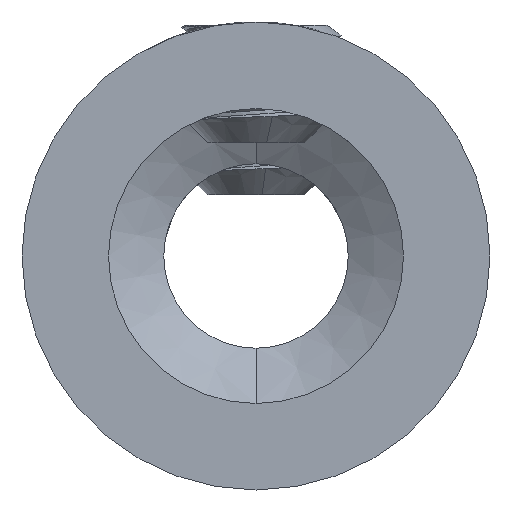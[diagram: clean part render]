
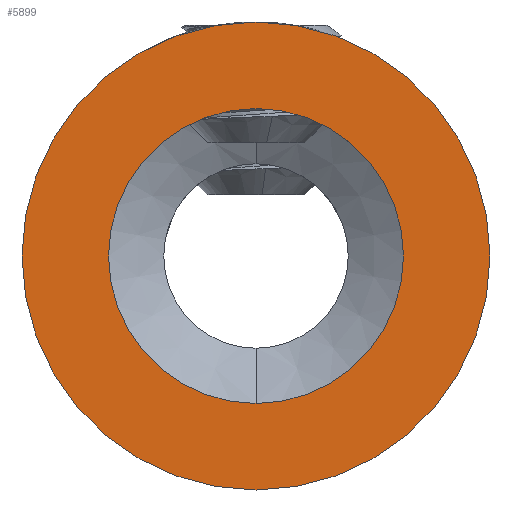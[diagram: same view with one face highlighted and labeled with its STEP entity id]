
A CAD part, front view. The second image highlights one B-rep face of the part: STEP entity #5899.
In plain terms, the highlighted planar face has unit normal (0, -1, 0).
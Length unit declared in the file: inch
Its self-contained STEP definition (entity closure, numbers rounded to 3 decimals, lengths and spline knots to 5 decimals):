
#142 = AXIS2_PLACEMENT_3D ( 'NONE', #444, #9366, #11396 ) ;
#402 = ORIENTED_EDGE ( 'NONE', *, *, #5212, .F. ) ;
#444 = CARTESIAN_POINT ( 'NONE',  ( 0., 0., 0. ) ) ;
#459 = CARTESIAN_POINT ( 'NONE',  ( 0., 0., 0.15748 ) ) ;
#720 = CARTESIAN_POINT ( 'NONE',  ( 0., 0., 0. ) ) ;
#1445 = CARTESIAN_POINT ( 'NONE',  ( 0., 0., 0.24985 ) ) ;
#1521 = VERTEX_POINT ( 'NONE', #1445 ) ;
#2015 = EDGE_CURVE ( 'NONE', #2907, #8981, #9107, .T. ) ;
#2219 = AXIS2_PLACEMENT_3D ( 'NONE', #2222, #9035, #3090 ) ;
#2222 = CARTESIAN_POINT ( 'NONE',  ( 0., 0., 0. ) ) ;
#2736 = CIRCLE ( 'NONE', #2219, 0.15748 ) ;
#2907 = VERTEX_POINT ( 'NONE', #3092 ) ;
#3090 = DIRECTION ( 'NONE',  ( 0., 0., -1. ) ) ;
#3092 = CARTESIAN_POINT ( 'NONE',  ( 0., 0., -0.15748 ) ) ;
#3277 = DIRECTION ( 'NONE',  ( 0., 0., 1. ) ) ;
#3880 = CARTESIAN_POINT ( 'NONE',  ( 0., 0., 0. ) ) ;
#4306 = AXIS2_PLACEMENT_3D ( 'NONE', #5272, #8222, #3277 ) ;
#4666 = DIRECTION ( 'NONE',  ( 0., 1., 0. ) ) ;
#4915 = FACE_OUTER_BOUND ( 'NONE', #8803, .T. ) ;
#5212 = EDGE_CURVE ( 'NONE', #8981, #2907, #2736, .T. ) ;
#5272 = CARTESIAN_POINT ( 'NONE',  ( 0., 0., 0. ) ) ;
#5294 = EDGE_LOOP ( 'NONE', ( #8953, #402 ) ) ;
#5694 = PLANE ( 'NONE',  #6877 ) ;
#5899 = ADVANCED_FACE ( 'NONE', ( #9098, #4915 ), #5694, .F. ) ;
#6054 = EDGE_CURVE ( 'NONE', #1521, #7208, #9873, .T. ) ;
#6657 = DIRECTION ( 'NONE',  ( 0., 1., 0. ) ) ;
#6877 = AXIS2_PLACEMENT_3D ( 'NONE', #720, #6657, #9686 ) ;
#7014 = DIRECTION ( 'NONE',  ( 0., 0., 1. ) ) ;
#7032 = EDGE_CURVE ( 'NONE', #7208, #1521, #8654, .T. ) ;
#7208 = VERTEX_POINT ( 'NONE', #10760 ) ;
#8222 = DIRECTION ( 'NONE',  ( 0., 1., 0. ) ) ;
#8654 = CIRCLE ( 'NONE', #4306, 0.24985 ) ;
#8803 = EDGE_LOOP ( 'NONE', ( #9725, #11088 ) ) ;
#8953 = ORIENTED_EDGE ( 'NONE', *, *, #2015, .F. ) ;
#8981 = VERTEX_POINT ( 'NONE', #459 ) ;
#9035 = DIRECTION ( 'NONE',  ( 0., -1., 0. ) ) ;
#9098 = FACE_BOUND ( 'NONE', #5294, .T. ) ;
#9107 = CIRCLE ( 'NONE', #142, 0.15748 ) ;
#9366 = DIRECTION ( 'NONE',  ( 0., -1., 0. ) ) ;
#9686 = DIRECTION ( 'NONE',  ( 0., 0., 1. ) ) ;
#9725 = ORIENTED_EDGE ( 'NONE', *, *, #7032, .F. ) ;
#9873 = CIRCLE ( 'NONE', #11305, 0.24985 ) ;
#10760 = CARTESIAN_POINT ( 'NONE',  ( 0., 0., -0.24985 ) ) ;
#11088 = ORIENTED_EDGE ( 'NONE', *, *, #6054, .F. ) ;
#11305 = AXIS2_PLACEMENT_3D ( 'NONE', #3880, #4666, #7014 ) ;
#11396 = DIRECTION ( 'NONE',  ( 0., 0., -1. ) ) ;
